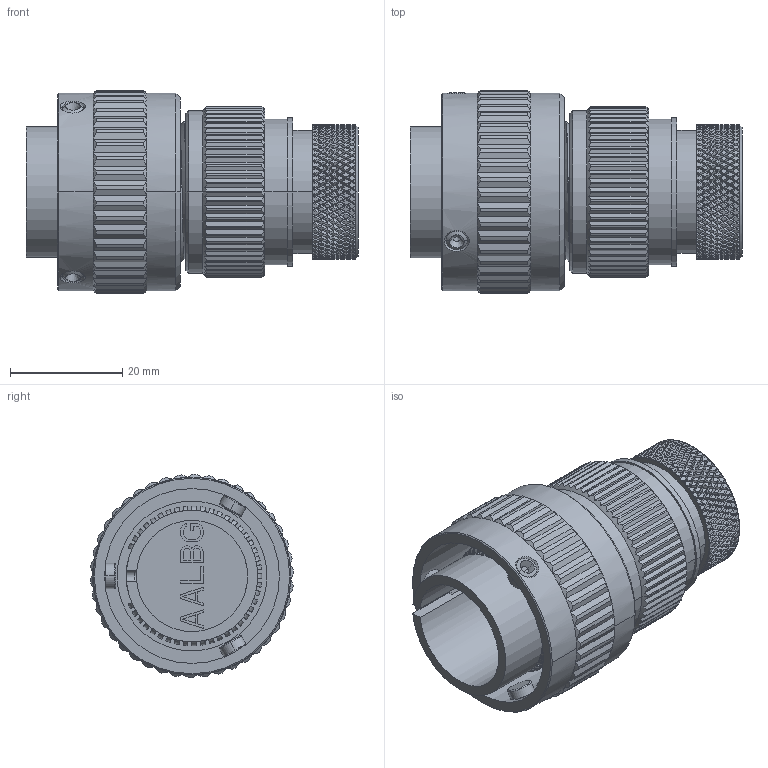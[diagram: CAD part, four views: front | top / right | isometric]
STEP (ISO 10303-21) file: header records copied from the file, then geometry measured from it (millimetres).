
FILE_DESCRIPTION((''),'2;1');
FILE_NAME('VG95234T-18_SW0001','2023-03-20T14:20:49',('paultorloting'),('NET AG system integration'),'CREO PARAMETRIC BY PTC INC, 2021404','CREO PARAMETRIC BY PTC INC, 2021404','');
FILE_SCHEMA(('AUTOMOTIVE_DESIGN { 1 0 10303 214 1 1 1 1 }'));
Products named in the file (1): VG95234T-18_SW0001
Bounding box: 59.1 x 36.16 x 36.17 mm (x, y, z)
Volume: 28057.7 mm3; surface area: 17441.9 mm2
Topology: 2 solids, 3 shells, 4313 faces, 10208 edges, 5847 vertices
Faces by surface type: plane 2718, cylinder 825, bspline 618, cone 146, torus 6
Entity records: 164965 total; most frequent: CARTESIAN_POINT 53090, ORIENTED_EDGE 20404, DIRECTION 14035, EDGE_CURVE 10202, VERTEX_POINT 5847, VECTOR 5050, LINE 5050, AXIS2_PLACEMENT_3D 4491
